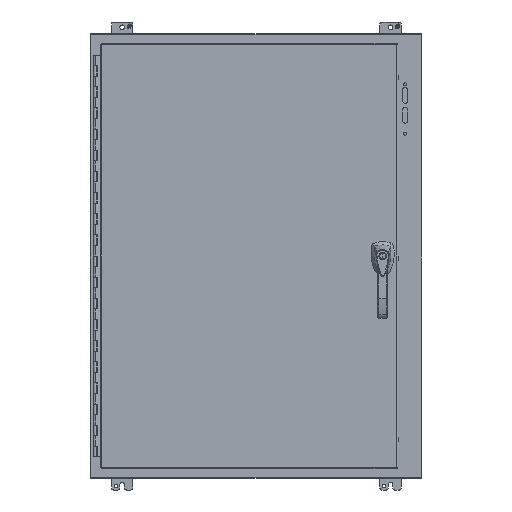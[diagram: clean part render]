
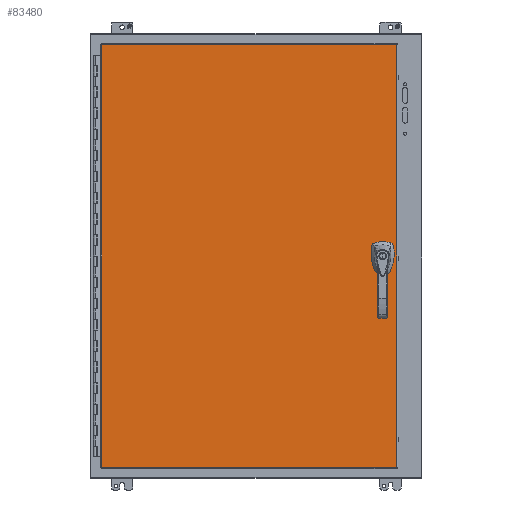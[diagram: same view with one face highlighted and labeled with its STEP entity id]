
A CAD part, front view. The second image highlights one B-rep face of the part: STEP entity #83480.
In plain terms, the highlighted planar face has unit normal (0, -1, 0).
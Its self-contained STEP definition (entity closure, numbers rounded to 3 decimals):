
#1447 = DIRECTION ( 'NONE',  ( 0., 1., 0. ) ) ;
#1537 = CARTESIAN_POINT ( 'NONE',  ( -370.98, -225.428, 507.644 ) ) ;
#1867 = DIRECTION ( 'NONE',  ( 0., 0., -1. ) ) ;
#2309 = CARTESIAN_POINT ( 'NONE',  ( 294.081, -225.428, -510.388 ) ) ;
#3332 = DIRECTION ( 'NONE',  ( 0., 0., 1. ) ) ;
#4241 = DIRECTION ( 'NONE',  ( 0., 0., -1. ) ) ;
#6940 = PLANE ( 'NONE',  #12873 ) ;
#7251 = LINE ( 'NONE', #71283, #7673 ) ;
#7470 = FACE_BOUND ( 'NONE', #79871, .T. ) ;
#7673 = VECTOR ( 'NONE', #103255, 1000. ) ;
#9713 = CARTESIAN_POINT ( 'NONE',  ( 304.127, -225.428, 0. ) ) ;
#9840 = EDGE_CURVE ( 'NONE', #49386, #83698, #100391, .T. ) ;
#11610 = CARTESIAN_POINT ( 'NONE',  ( 299.086, -225.428, -10.046 ) ) ;
#12873 = AXIS2_PLACEMENT_3D ( 'NONE', #102943, #39529, #31108 ) ;
#13773 = ORIENTED_EDGE ( 'NONE', *, *, #43844, .T. ) ;
#14462 = LINE ( 'NONE', #86844, #47952 ) ;
#15290 = EDGE_CURVE ( 'NONE', #37043, #78783, #61007, .T. ) ;
#15392 = EDGE_LOOP ( 'NONE', ( #44986, #53454, #13773, #83760 ) ) ;
#15539 = ORIENTED_EDGE ( 'NONE', *, *, #54151, .T. ) ;
#15815 = AXIS2_PLACEMENT_3D ( 'NONE', #86376, #22923, #46527 ) ;
#16944 = VERTEX_POINT ( 'NONE', #36524 ) ;
#18628 = VERTEX_POINT ( 'NONE', #87214 ) ;
#21374 = VECTOR ( 'NONE', #62681, 1000. ) ;
#21727 = ORIENTED_EDGE ( 'NONE', *, *, #60692, .T. ) ;
#22611 = CARTESIAN_POINT ( 'NONE',  ( 304.127, -225.428, 0. ) ) ;
#22712 = FACE_OUTER_BOUND ( 'NONE', #15392, .T. ) ;
#22923 = DIRECTION ( 'NONE',  ( 0., 1., 0. ) ) ;
#24428 = VECTOR ( 'NONE', #3332, 1000. ) ;
#25695 = ORIENTED_EDGE ( 'NONE', *, *, #89507, .T. ) ;
#26218 = VECTOR ( 'NONE', #47958, 1000. ) ;
#27062 = CARTESIAN_POINT ( 'NONE',  ( -370.98, -225.428, -507.644 ) ) ;
#28532 = CARTESIAN_POINT ( 'NONE',  ( -373.723, -225.428, -10.046 ) ) ;
#28630 = CARTESIAN_POINT ( 'NONE',  ( -373.723, -225.428, -507.644 ) ) ;
#30194 = ORIENTED_EDGE ( 'NONE', *, *, #65983, .T. ) ;
#31108 = DIRECTION ( 'NONE',  ( 0., 0., -1. ) ) ;
#32246 = LINE ( 'NONE', #48465, #26218 ) ;
#33038 = EDGE_LOOP ( 'NONE', ( #72309, #25695, #90087, #100137, #15539, #76568, #30194, #58859 ) ) ;
#36524 = CARTESIAN_POINT ( 'NONE',  ( 337.909, -225.428, 507.644 ) ) ;
#37043 = VERTEX_POINT ( 'NONE', #66664 ) ;
#39000 = AXIS2_PLACEMENT_3D ( 'NONE', #22611, #94982, #54030 ) ;
#39236 = VERTEX_POINT ( 'NONE', #67572 ) ;
#39529 = DIRECTION ( 'NONE',  ( 0., -1., 0. ) ) ;
#40623 = CIRCLE ( 'NONE', #39000, 11.239 ) ;
#41699 = AXIS2_PLACEMENT_3D ( 'NONE', #47609, #1447, #49137 ) ;
#43844 = EDGE_CURVE ( 'NONE', #47188, #64723, #7251, .T. ) ;
#43922 = VERTEX_POINT ( 'NONE', #50207 ) ;
#44943 = EDGE_CURVE ( 'NONE', #39236, #50121, #80992, .T. ) ;
#44986 = ORIENTED_EDGE ( 'NONE', *, *, #102940, .T. ) ;
#46527 = DIRECTION ( 'NONE',  ( 0., 0., -1. ) ) ;
#47188 = VERTEX_POINT ( 'NONE', #1537 ) ;
#47609 = CARTESIAN_POINT ( 'NONE',  ( 304.127, -225.428, -33.985 ) ) ;
#47952 = VECTOR ( 'NONE', #63732, 1000. ) ;
#47958 = DIRECTION ( 'NONE',  ( 0., 0., -1. ) ) ;
#47994 = VECTOR ( 'NONE', #52725, 1000. ) ;
#48465 = CARTESIAN_POINT ( 'NONE',  ( 314.173, -225.428, -510.388 ) ) ;
#49137 = DIRECTION ( 'NONE',  ( 0., 0., -1. ) ) ;
#49386 = VERTEX_POINT ( 'NONE', #72927 ) ;
#49716 = CIRCLE ( 'NONE', #101708, 11.239 ) ;
#50121 = VERTEX_POINT ( 'NONE', #78123 ) ;
#50207 = CARTESIAN_POINT ( 'NONE',  ( 304.127, -225.428, -38.227 ) ) ;
#52725 = DIRECTION ( 'NONE',  ( 1., 0., 0. ) ) ;
#53454 = ORIENTED_EDGE ( 'NONE', *, *, #61124, .T. ) ;
#54030 = DIRECTION ( 'NONE',  ( 0., 0., -1. ) ) ;
#54151 = EDGE_CURVE ( 'NONE', #66533, #37043, #102869, .T. ) ;
#58719 = EDGE_CURVE ( 'NONE', #64723, #18628, #100488, .T. ) ;
#58859 = ORIENTED_EDGE ( 'NONE', *, *, #72278, .T. ) ;
#59811 = CARTESIAN_POINT ( 'NONE',  ( 304.127, -225.428, 0. ) ) ;
#60484 = DIRECTION ( 'NONE',  ( -1., 0., 0. ) ) ;
#60692 = EDGE_CURVE ( 'NONE', #43922, #43922, #103686, .T. ) ;
#61007 = CIRCLE ( 'NONE', #15815, 11.239 ) ;
#61124 = EDGE_CURVE ( 'NONE', #16944, #47188, #72142, .T. ) ;
#62681 = DIRECTION ( 'NONE',  ( -1., 0., 0. ) ) ;
#63732 = DIRECTION ( 'NONE',  ( 0., 0., 1. ) ) ;
#64723 = VERTEX_POINT ( 'NONE', #27062 ) ;
#65058 = DIRECTION ( 'NONE',  ( 1., 0., 0. ) ) ;
#65983 = EDGE_CURVE ( 'NONE', #78783, #81227, #32246, .T. ) ;
#66533 = VERTEX_POINT ( 'NONE', #78425 ) ;
#66664 = CARTESIAN_POINT ( 'NONE',  ( 309.168, -225.428, 10.046 ) ) ;
#67021 = CIRCLE ( 'NONE', #80461, 11.239 ) ;
#67572 = CARTESIAN_POINT ( 'NONE',  ( 294.081, -225.428, -5.041 ) ) ;
#71283 = CARTESIAN_POINT ( 'NONE',  ( -370.98, -225.428, -510.388 ) ) ;
#72142 = LINE ( 'NONE', #96259, #21374 ) ;
#72278 = EDGE_CURVE ( 'NONE', #81227, #49386, #40623, .T. ) ;
#72309 = ORIENTED_EDGE ( 'NONE', *, *, #9840, .T. ) ;
#72927 = CARTESIAN_POINT ( 'NONE',  ( 309.168, -225.428, -10.046 ) ) ;
#76568 = ORIENTED_EDGE ( 'NONE', *, *, #15290, .T. ) ;
#78123 = CARTESIAN_POINT ( 'NONE',  ( 294.081, -225.428, 5.041 ) ) ;
#78425 = CARTESIAN_POINT ( 'NONE',  ( 299.086, -225.428, 10.046 ) ) ;
#78783 = VERTEX_POINT ( 'NONE', #99263 ) ;
#79871 = EDGE_LOOP ( 'NONE', ( #21727 ) ) ;
#80461 = AXIS2_PLACEMENT_3D ( 'NONE', #9713, #97829, #1867 ) ;
#80992 = LINE ( 'NONE', #2309, #24428 ) ;
#81227 = VERTEX_POINT ( 'NONE', #96144 ) ;
#83480 = ADVANCED_FACE ( 'NONE', ( #94563, #22712, #7470 ), #6940, .T. ) ;
#83698 = VERTEX_POINT ( 'NONE', #11610 ) ;
#83707 = EDGE_CURVE ( 'NONE', #50121, #66533, #49716, .T. ) ;
#83760 = ORIENTED_EDGE ( 'NONE', *, *, #58719, .T. ) ;
#86376 = CARTESIAN_POINT ( 'NONE',  ( 304.127, -225.428, 0. ) ) ;
#86844 = CARTESIAN_POINT ( 'NONE',  ( 337.909, -225.428, -510.388 ) ) ;
#87214 = CARTESIAN_POINT ( 'NONE',  ( 337.909, -225.428, -507.644 ) ) ;
#89507 = EDGE_CURVE ( 'NONE', #83698, #39236, #67021, .T. ) ;
#90087 = ORIENTED_EDGE ( 'NONE', *, *, #44943, .T. ) ;
#93372 = VECTOR ( 'NONE', #60484, 1000. ) ;
#94563 = FACE_BOUND ( 'NONE', #33038, .T. ) ;
#94982 = DIRECTION ( 'NONE',  ( 0., 1., 0. ) ) ;
#95013 = CARTESIAN_POINT ( 'NONE',  ( -373.723, -225.428, 10.046 ) ) ;
#96144 = CARTESIAN_POINT ( 'NONE',  ( 314.173, -225.428, -5.041 ) ) ;
#96259 = CARTESIAN_POINT ( 'NONE',  ( -373.723, -225.428, 507.644 ) ) ;
#97829 = DIRECTION ( 'NONE',  ( 0., 1., 0. ) ) ;
#99263 = CARTESIAN_POINT ( 'NONE',  ( 314.173, -225.428, 5.041 ) ) ;
#100137 = ORIENTED_EDGE ( 'NONE', *, *, #83707, .T. ) ;
#100233 = DIRECTION ( 'NONE',  ( 0., 1., 0. ) ) ;
#100391 = LINE ( 'NONE', #28532, #93372 ) ;
#100488 = LINE ( 'NONE', #28630, #47994 ) ;
#100908 = VECTOR ( 'NONE', #65058, 1000. ) ;
#101708 = AXIS2_PLACEMENT_3D ( 'NONE', #59811, #100233, #4241 ) ;
#102869 = LINE ( 'NONE', #95013, #100908 ) ;
#102940 = EDGE_CURVE ( 'NONE', #18628, #16944, #14462, .T. ) ;
#102943 = CARTESIAN_POINT ( 'NONE',  ( -373.723, -225.428, -510.388 ) ) ;
#103255 = DIRECTION ( 'NONE',  ( 0., 0., -1. ) ) ;
#103686 = CIRCLE ( 'NONE', #41699, 4.242 ) ;
